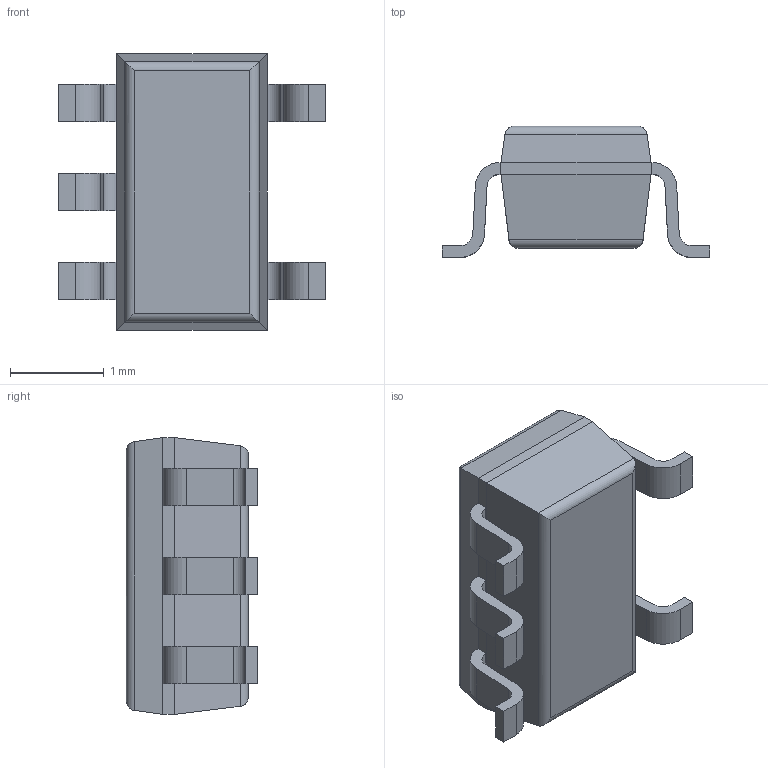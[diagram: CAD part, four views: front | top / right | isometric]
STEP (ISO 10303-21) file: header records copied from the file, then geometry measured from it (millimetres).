
FILE_DESCRIPTION (( 'STEP AP214' ), '1' );
FILE_NAME ('SY6280AAC.STEP', '2025-02-05T09:26:25', ( 'LENOVO' ), ( '' ), 'SwSTEP 2.0', 'SolidWorks 2021', '' );
FILE_SCHEMA (( 'AUTOMOTIVE_DESIGN' ));
Length unit declared in the file: millimetre
Products named in the file (1): SY6280AAC
Bounding box: 2.85 x 1.4 x 2.95 mm (x, y, z)
Volume: 6 mm3; surface area: 26.5 mm2
Topology: 6 solids, 6 shells, 92 faces, 224 edges, 144 vertices
Faces by surface type: plane 64, cylinder 28
Entity records: 2739 total; most frequent: CARTESIAN_POINT 485, ORIENTED_EDGE 448, DIRECTION 442, EDGE_CURVE 224, VECTOR 176, LINE 176, VERTEX_POINT 144, AXIS2_PLACEMENT_3D 133
